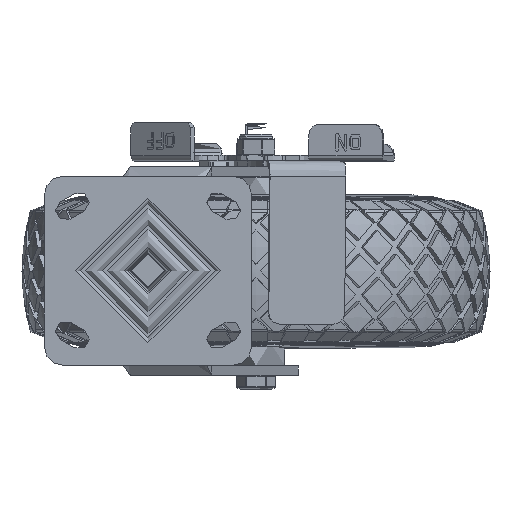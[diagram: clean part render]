
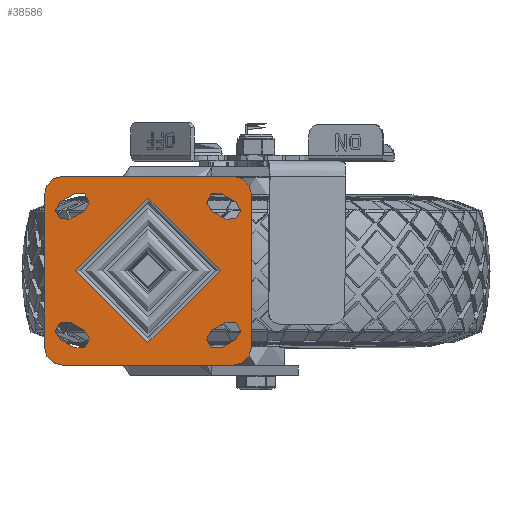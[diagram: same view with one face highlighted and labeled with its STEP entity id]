
A CAD part, top view. The second image highlights one B-rep face of the part: STEP entity #38586.
In plain terms, the highlighted planar face has unit normal (0, 0, 1).
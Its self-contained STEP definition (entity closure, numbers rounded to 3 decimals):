
#4285=FACE_BOUND('',#12053,.T.);
#4286=FACE_BOUND('',#12054,.T.);
#4287=FACE_BOUND('',#12055,.T.);
#4288=FACE_BOUND('',#12056,.T.);
#4289=FACE_BOUND('',#12057,.T.);
#4502=PLANE('',#41314);
#5601=LINE('',#52500,#7485);
#5603=LINE('',#52503,#7487);
#5605=LINE('',#52506,#7489);
#5607=LINE('',#52509,#7491);
#5609=LINE('',#52512,#7493);
#5611=LINE('',#52515,#7495);
#5613=LINE('',#52518,#7497);
#5615=LINE('',#52521,#7499);
#5619=LINE('',#52535,#7503);
#5623=LINE('',#52547,#7507);
#5627=LINE('',#52559,#7511);
#5631=LINE('',#52569,#7515);
#7485=VECTOR('',#44500,1000.);
#7487=VECTOR('',#44504,1000.);
#7489=VECTOR('',#44508,1000.);
#7491=VECTOR('',#44512,1000.);
#7493=VECTOR('',#44516,1000.);
#7495=VECTOR('',#44520,1000.);
#7497=VECTOR('',#44524,1000.);
#7499=VECTOR('',#44528,1000.);
#7503=VECTOR('',#44540,1000.);
#7507=VECTOR('',#44552,1000.);
#7511=VECTOR('',#44564,1000.);
#7515=VECTOR('',#44576,1000.);
#9619=FACE_OUTER_BOUND('',#12052,.T.);
#12052=EDGE_LOOP('',(#26252,#26253,#26254,#26255,#26256,#26257,#26258,#26259));
#12053=EDGE_LOOP('',(#26260,#26261,#26262,#26263));
#12054=EDGE_LOOP('',(#26264,#26265,#26266,#26267));
#12055=EDGE_LOOP('',(#26268,#26269,#26270,#26271));
#12056=EDGE_LOOP('',(#26272,#26273,#26274,#26275));
#12057=EDGE_LOOP('',(#26276));
#14610=CIRCLE('',#41185,40.078);
#14621=CIRCLE('',#41201,5.5);
#14622=CIRCLE('',#41203,5.5);
#14625=CIRCLE('',#41207,5.5);
#14626=CIRCLE('',#41209,5.5);
#14629=CIRCLE('',#41213,5.5);
#14630=CIRCLE('',#41215,5.5);
#14633=CIRCLE('',#41219,5.5);
#14634=CIRCLE('',#41221,5.5);
#14675=CIRCLE('',#41296,10.);
#14677=CIRCLE('',#41300,10.);
#14679=CIRCLE('',#41304,10.);
#14681=CIRCLE('',#41308,10.);
#15879=VERTEX_POINT('',#52300);
#15888=VERTEX_POINT('',#52327);
#15889=VERTEX_POINT('',#52329);
#15890=VERTEX_POINT('',#52333);
#15891=VERTEX_POINT('',#52334);
#15896=VERTEX_POINT('',#52345);
#15897=VERTEX_POINT('',#52347);
#15898=VERTEX_POINT('',#52351);
#15899=VERTEX_POINT('',#52352);
#15904=VERTEX_POINT('',#52363);
#15905=VERTEX_POINT('',#52365);
#15906=VERTEX_POINT('',#52369);
#15907=VERTEX_POINT('',#52370);
#15912=VERTEX_POINT('',#52381);
#15913=VERTEX_POINT('',#52383);
#15914=VERTEX_POINT('',#52387);
#15915=VERTEX_POINT('',#52388);
#15950=VERTEX_POINT('',#52526);
#15951=VERTEX_POINT('',#52528);
#15953=VERTEX_POINT('',#52534);
#15955=VERTEX_POINT('',#52540);
#15957=VERTEX_POINT('',#52546);
#15959=VERTEX_POINT('',#52552);
#15961=VERTEX_POINT('',#52558);
#15963=VERTEX_POINT('',#52564);
#19829=EDGE_CURVE('',#15879,#15879,#14610,.T.);
#19842=EDGE_CURVE('',#15889,#15888,#14621,.T.);
#19844=EDGE_CURVE('',#15890,#15891,#14622,.T.);
#19850=EDGE_CURVE('',#15897,#15896,#14625,.T.);
#19852=EDGE_CURVE('',#15898,#15899,#14626,.T.);
#19858=EDGE_CURVE('',#15905,#15904,#14629,.T.);
#19860=EDGE_CURVE('',#15906,#15907,#14630,.T.);
#19866=EDGE_CURVE('',#15913,#15912,#14633,.T.);
#19868=EDGE_CURVE('',#15914,#15915,#14634,.T.);
#19921=EDGE_CURVE('',#15915,#15913,#5601,.T.);
#19923=EDGE_CURVE('',#15912,#15914,#5603,.T.);
#19925=EDGE_CURVE('',#15907,#15905,#5605,.T.);
#19927=EDGE_CURVE('',#15904,#15906,#5607,.T.);
#19929=EDGE_CURVE('',#15899,#15897,#5609,.T.);
#19931=EDGE_CURVE('',#15896,#15898,#5611,.T.);
#19933=EDGE_CURVE('',#15891,#15889,#5613,.T.);
#19935=EDGE_CURVE('',#15888,#15890,#5615,.T.);
#19938=EDGE_CURVE('',#15950,#15951,#14675,.T.);
#19941=EDGE_CURVE('',#15951,#15953,#5619,.T.);
#19944=EDGE_CURVE('',#15953,#15955,#14677,.T.);
#19947=EDGE_CURVE('',#15955,#15957,#5623,.T.);
#19950=EDGE_CURVE('',#15959,#15957,#14679,.T.);
#19953=EDGE_CURVE('',#15959,#15961,#5627,.T.);
#19956=EDGE_CURVE('',#15963,#15961,#14681,.T.);
#19959=EDGE_CURVE('',#15963,#15950,#5631,.T.);
#26252=ORIENTED_EDGE('',*,*,#19938,.F.);
#26253=ORIENTED_EDGE('',*,*,#19959,.F.);
#26254=ORIENTED_EDGE('',*,*,#19956,.T.);
#26255=ORIENTED_EDGE('',*,*,#19953,.F.);
#26256=ORIENTED_EDGE('',*,*,#19950,.T.);
#26257=ORIENTED_EDGE('',*,*,#19947,.F.);
#26258=ORIENTED_EDGE('',*,*,#19944,.F.);
#26259=ORIENTED_EDGE('',*,*,#19941,.F.);
#26260=ORIENTED_EDGE('',*,*,#19933,.T.);
#26261=ORIENTED_EDGE('',*,*,#19842,.T.);
#26262=ORIENTED_EDGE('',*,*,#19935,.T.);
#26263=ORIENTED_EDGE('',*,*,#19844,.T.);
#26264=ORIENTED_EDGE('',*,*,#19929,.T.);
#26265=ORIENTED_EDGE('',*,*,#19850,.T.);
#26266=ORIENTED_EDGE('',*,*,#19931,.T.);
#26267=ORIENTED_EDGE('',*,*,#19852,.T.);
#26268=ORIENTED_EDGE('',*,*,#19925,.T.);
#26269=ORIENTED_EDGE('',*,*,#19858,.T.);
#26270=ORIENTED_EDGE('',*,*,#19927,.T.);
#26271=ORIENTED_EDGE('',*,*,#19860,.T.);
#26272=ORIENTED_EDGE('',*,*,#19921,.T.);
#26273=ORIENTED_EDGE('',*,*,#19866,.T.);
#26274=ORIENTED_EDGE('',*,*,#19923,.T.);
#26275=ORIENTED_EDGE('',*,*,#19868,.T.);
#26276=ORIENTED_EDGE('',*,*,#19829,.F.);
#38586=ADVANCED_FACE('',(#9619,#4285,#4286,#4287,#4288,#4289),#4502,.T.);
#41185=AXIS2_PLACEMENT_3D('',#52302,#44268,#44269);
#41201=AXIS2_PLACEMENT_3D('',#52330,#44302,#44303);
#41203=AXIS2_PLACEMENT_3D('',#52335,#44307,#44308);
#41207=AXIS2_PLACEMENT_3D('',#52348,#44318,#44319);
#41209=AXIS2_PLACEMENT_3D('',#52353,#44323,#44324);
#41213=AXIS2_PLACEMENT_3D('',#52366,#44334,#44335);
#41215=AXIS2_PLACEMENT_3D('',#52371,#44339,#44340);
#41219=AXIS2_PLACEMENT_3D('',#52384,#44350,#44351);
#41221=AXIS2_PLACEMENT_3D('',#52389,#44355,#44356);
#41296=AXIS2_PLACEMENT_3D('',#52529,#44534,#44535);
#41300=AXIS2_PLACEMENT_3D('',#52541,#44546,#44547);
#41304=AXIS2_PLACEMENT_3D('',#52553,#44558,#44559);
#41308=AXIS2_PLACEMENT_3D('',#52565,#44570,#44571);
#41314=AXIS2_PLACEMENT_3D('',#52574,#44585,#44586);
#44268=DIRECTION('center_axis',(0.,0.,1.));
#44269=DIRECTION('ref_axis',(-1.,0.,0.));
#44302=DIRECTION('center_axis',(0.,0.,-1.));
#44303=DIRECTION('ref_axis',(1.,0.,0.));
#44307=DIRECTION('center_axis',(0.,0.,-1.));
#44308=DIRECTION('ref_axis',(1.,0.,0.));
#44318=DIRECTION('center_axis',(0.,0.,-1.));
#44319=DIRECTION('ref_axis',(1.,0.,0.));
#44323=DIRECTION('center_axis',(0.,0.,-1.));
#44324=DIRECTION('ref_axis',(1.,0.,0.));
#44334=DIRECTION('center_axis',(0.,0.,-1.));
#44335=DIRECTION('ref_axis',(-1.,0.,0.));
#44339=DIRECTION('center_axis',(0.,0.,-1.));
#44340=DIRECTION('ref_axis',(-1.,0.,0.));
#44350=DIRECTION('center_axis',(0.,0.,-1.));
#44351=DIRECTION('ref_axis',(-1.,0.,0.));
#44355=DIRECTION('center_axis',(0.,0.,-1.));
#44356=DIRECTION('ref_axis',(-1.,0.,0.));
#44500=DIRECTION('',(0.872,0.49,0.));
#44504=DIRECTION('',(-0.872,-0.49,0.));
#44508=DIRECTION('',(0.872,-0.49,0.));
#44512=DIRECTION('',(-0.872,0.49,0.));
#44516=DIRECTION('',(-0.872,0.49,0.));
#44520=DIRECTION('',(0.872,-0.49,0.));
#44524=DIRECTION('',(-0.872,-0.49,0.));
#44528=DIRECTION('',(0.872,0.49,0.));
#44534=DIRECTION('center_axis',(0.,0.,-1.));
#44535=DIRECTION('ref_axis',(-1.,0.,0.));
#44540=DIRECTION('',(1.,0.,0.));
#44546=DIRECTION('center_axis',(0.,0.,-1.));
#44547=DIRECTION('ref_axis',(0.,1.,0.));
#44552=DIRECTION('',(0.,-1.,0.));
#44558=DIRECTION('center_axis',(0.,0.,1.));
#44559=DIRECTION('ref_axis',(0.,-1.,0.));
#44564=DIRECTION('',(-1.,0.,0.));
#44570=DIRECTION('center_axis',(0.,0.,1.));
#44571=DIRECTION('ref_axis',(-1.,0.,0.));
#44576=DIRECTION('',(0.,1.,0.));
#44585=DIRECTION('center_axis',(0.,0.,1.));
#44586=DIRECTION('ref_axis',(1.,0.,0.));
#52300=CARTESIAN_POINT('',(40.078,0.,0.));
#52302=CARTESIAN_POINT('Origin',(0.,0.,0.));
#52327=CARTESIAN_POINT('',(-48.696,38.294,0.));
#52329=CARTESIAN_POINT('',(-43.304,28.706,0.));
#52330=CARTESIAN_POINT('Origin',(-46.,33.5,0.));
#52333=CARTESIAN_POINT('',(-40.696,42.794,0.));
#52334=CARTESIAN_POINT('',(-35.304,33.206,0.));
#52335=CARTESIAN_POINT('Origin',(-38.,38.,0.));
#52345=CARTESIAN_POINT('',(-43.304,-28.706,0.));
#52347=CARTESIAN_POINT('',(-48.696,-38.294,0.));
#52348=CARTESIAN_POINT('Origin',(-46.,-33.5,0.));
#52351=CARTESIAN_POINT('',(-35.304,-33.206,0.));
#52352=CARTESIAN_POINT('',(-40.696,-42.794,0.));
#52353=CARTESIAN_POINT('Origin',(-38.,-38.,0.));
#52363=CARTESIAN_POINT('',(43.304,28.706,0.));
#52365=CARTESIAN_POINT('',(48.696,38.294,0.));
#52366=CARTESIAN_POINT('Origin',(46.,33.5,0.));
#52369=CARTESIAN_POINT('',(35.304,33.206,0.));
#52370=CARTESIAN_POINT('',(40.696,42.794,0.));
#52371=CARTESIAN_POINT('Origin',(38.,38.,0.));
#52381=CARTESIAN_POINT('',(48.696,-38.294,0.));
#52383=CARTESIAN_POINT('',(43.304,-28.706,0.));
#52384=CARTESIAN_POINT('Origin',(46.,-33.5,0.));
#52387=CARTESIAN_POINT('',(40.696,-42.794,0.));
#52388=CARTESIAN_POINT('',(35.304,-33.206,0.));
#52389=CARTESIAN_POINT('Origin',(38.,-38.,0.));
#52500=CARTESIAN_POINT('',(43.304,-28.706,0.));
#52503=CARTESIAN_POINT('',(48.696,-38.294,0.));
#52506=CARTESIAN_POINT('',(48.696,38.294,0.));
#52509=CARTESIAN_POINT('',(43.304,28.706,0.));
#52512=CARTESIAN_POINT('',(-48.696,-38.294,0.));
#52515=CARTESIAN_POINT('',(-43.304,-28.706,0.));
#52518=CARTESIAN_POINT('',(-43.304,28.706,0.));
#52521=CARTESIAN_POINT('',(-48.696,38.294,0.));
#52526=CARTESIAN_POINT('',(-57.5,42.5,0.));
#52528=CARTESIAN_POINT('',(-47.5,52.5,0.));
#52529=CARTESIAN_POINT('Origin',(-47.5,42.5,0.));
#52534=CARTESIAN_POINT('',(47.5,52.5,0.));
#52535=CARTESIAN_POINT('',(-47.5,52.5,0.));
#52540=CARTESIAN_POINT('',(57.5,42.5,0.));
#52541=CARTESIAN_POINT('Origin',(47.5,42.5,0.));
#52546=CARTESIAN_POINT('',(57.5,-42.5,0.));
#52547=CARTESIAN_POINT('',(57.5,42.5,0.));
#52552=CARTESIAN_POINT('',(47.5,-52.5,0.));
#52553=CARTESIAN_POINT('Origin',(47.5,-42.5,0.));
#52558=CARTESIAN_POINT('',(-47.5,-52.5,0.));
#52559=CARTESIAN_POINT('',(47.5,-52.5,0.));
#52564=CARTESIAN_POINT('',(-57.5,-42.5,0.));
#52565=CARTESIAN_POINT('Origin',(-47.5,-42.5,0.));
#52569=CARTESIAN_POINT('',(-57.5,-42.5,0.));
#52574=CARTESIAN_POINT('Origin',(0.,0.,0.));
